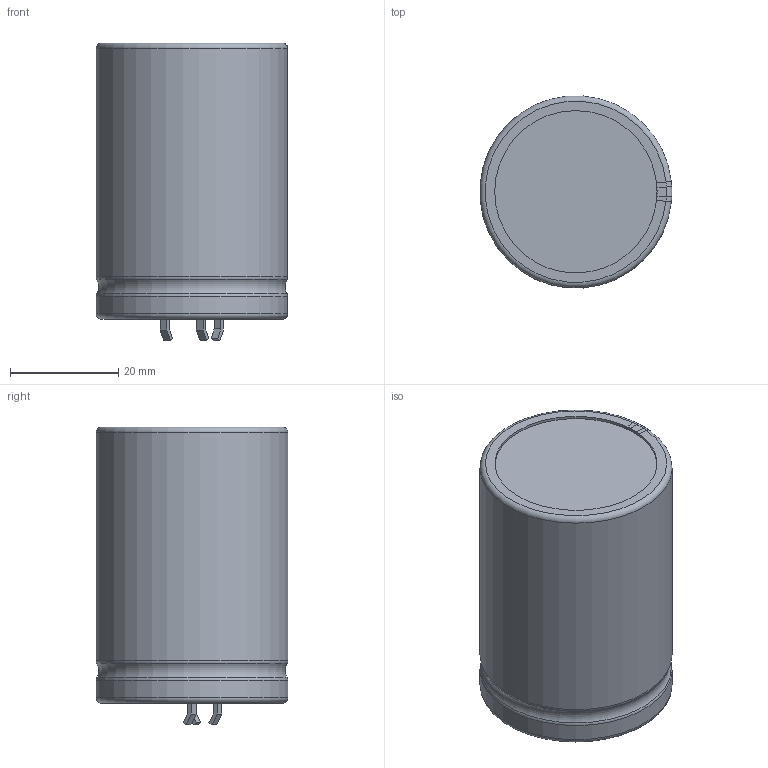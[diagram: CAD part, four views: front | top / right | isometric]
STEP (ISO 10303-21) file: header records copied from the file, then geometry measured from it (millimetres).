
FILE_DESCRIPTION((''),'2;1');
FILE_NAME('CAPPR_KEMET_PEH536(35X50)STYLE3.stp','2014-10-27T09:39:37',(''),(''),'Mechanical Desktop 2011','Mechanical Desktop 2011',', , ');
FILE_SCHEMA(('AUTOMOTIVE_DESIGN { 1 2 10303 214 1 1 1 1 }'));
Length unit declared in the file: millimetre
Products named in the file (1): Product
Bounding box: 35.43 x 35.39 x 55 mm (x, y, z)
Volume: 49802.6 mm3; surface area: 11781.4 mm2
Topology: 14 solids, 14 shells, 145 faces, 332 edges, 220 vertices
Faces by surface type: plane 86, cylinder 34, torus 17, bspline 8
Entity records: 4277 total; most frequent: CARTESIAN_POINT 846, DIRECTION 728, ORIENTED_EDGE 668, EDGE_CURVE 334, AXIS2_PLACEMENT_3D 266, VERTEX_POINT 220, VECTOR 196, LINE 196
